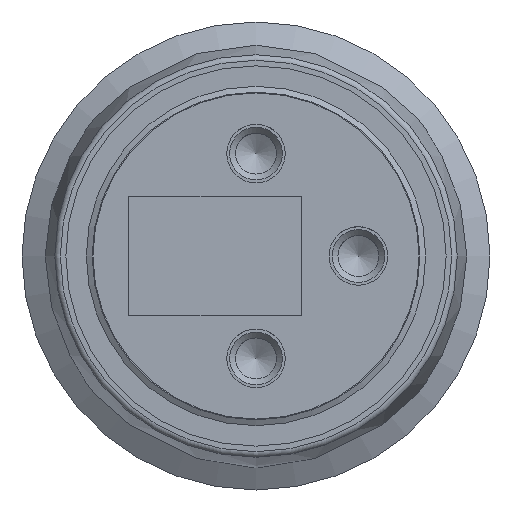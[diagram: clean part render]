
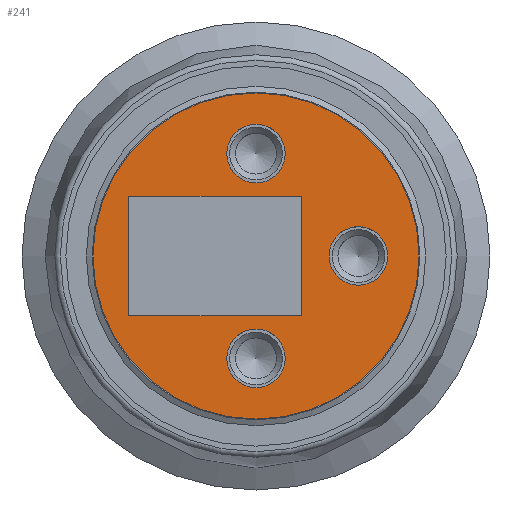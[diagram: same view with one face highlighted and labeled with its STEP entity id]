
A CAD part, front view. The second image highlights one B-rep face of the part: STEP entity #241.
In plain terms, the highlighted planar face has unit normal (0, -1, 0).
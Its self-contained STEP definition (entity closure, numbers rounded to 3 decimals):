
#46=LINE('',#2278,#58);
#49=LINE('',#2284,#61);
#51=LINE('',#2288,#63);
#53=LINE('',#2292,#65);
#58=VECTOR('',#1576,1.);
#61=VECTOR('',#1581,1.);
#63=VECTOR('',#1585,1.);
#65=VECTOR('',#1589,1.);
#241=ADVANCED_FACE('',(#427,#428,#429,#430,#431),#260,.F.);
#260=PLANE('',#1250);
#427=FACE_BOUND('',#605,.T.);
#428=FACE_BOUND('',#606,.T.);
#429=FACE_BOUND('',#607,.T.);
#430=FACE_BOUND('',#608,.T.);
#431=FACE_BOUND('',#609,.T.);
#605=EDGE_LOOP('',(#798));
#606=EDGE_LOOP('',(#799));
#607=EDGE_LOOP('',(#800,#801,#802,#803));
#608=EDGE_LOOP('',(#804));
#609=EDGE_LOOP('',(#805));
#798=ORIENTED_EDGE('',*,*,#1001,.F.);
#799=ORIENTED_EDGE('',*,*,#1002,.T.);
#800=ORIENTED_EDGE('',*,*,#1000,.F.);
#801=ORIENTED_EDGE('',*,*,#998,.F.);
#802=ORIENTED_EDGE('',*,*,#996,.F.);
#803=ORIENTED_EDGE('',*,*,#993,.F.);
#804=ORIENTED_EDGE('',*,*,#992,.F.);
#805=ORIENTED_EDGE('',*,*,#991,.F.);
#897=VERTEX_POINT('',#2273);
#898=VERTEX_POINT('',#2276);
#899=VERTEX_POINT('',#2279);
#900=VERTEX_POINT('',#2280);
#901=VERTEX_POINT('',#2285);
#902=VERTEX_POINT('',#2289);
#903=VERTEX_POINT('',#2295);
#904=VERTEX_POINT('',#2298);
#991=EDGE_CURVE('',#897,#897,#1079,.T.);
#992=EDGE_CURVE('',#898,#898,#1080,.T.);
#993=EDGE_CURVE('',#899,#900,#46,.T.);
#996=EDGE_CURVE('',#900,#901,#49,.T.);
#998=EDGE_CURVE('',#901,#902,#51,.T.);
#1000=EDGE_CURVE('',#902,#899,#53,.T.);
#1001=EDGE_CURVE('',#903,#903,#1081,.T.);
#1002=EDGE_CURVE('',#904,#904,#1082,.T.);
#1079=CIRCLE('',#1239,0.5);
#1080=CIRCLE('',#1241,0.5);
#1081=CIRCLE('',#1247,0.5);
#1082=CIRCLE('',#1249,2.788);
#1239=AXIS2_PLACEMENT_3D('',#2272,#1568,#1569);
#1241=AXIS2_PLACEMENT_3D('',#2275,#1572,#1573);
#1247=AXIS2_PLACEMENT_3D('',#2294,#1592,#1593);
#1249=AXIS2_PLACEMENT_3D('',#2297,#1596,#1597);
#1250=AXIS2_PLACEMENT_3D('',#2299,#1598,#1599);
#1568=DIRECTION('',(0.,-1.,0.));
#1569=DIRECTION('',(0.,0.,1.));
#1572=DIRECTION('',(0.,-1.,0.));
#1573=DIRECTION('',(0.,0.,1.));
#1576=DIRECTION('',(1.,0.,0.));
#1581=DIRECTION('',(0.,0.,1.));
#1585=DIRECTION('',(-1.,0.,0.));
#1589=DIRECTION('',(0.,0.,-1.));
#1592=DIRECTION('',(0.,-1.,0.));
#1593=DIRECTION('',(0.,0.,1.));
#1596=DIRECTION('',(0.,-1.,0.));
#1597=DIRECTION('',(0.,0.,-1.));
#1598=DIRECTION('',(0.,1.,0.));
#1599=DIRECTION('',(0.,0.,1.));
#2272=CARTESIAN_POINT('',(50.,50.,-1.75));
#2273=CARTESIAN_POINT('',(50.,50.,-1.25));
#2275=CARTESIAN_POINT('',(50.,50.,1.75));
#2276=CARTESIAN_POINT('',(50.,50.,2.25));
#2278=CARTESIAN_POINT('',(47.825,50.,-1.025));
#2279=CARTESIAN_POINT('',(47.825,50.,-1.025));
#2280=CARTESIAN_POINT('',(50.775,50.,-1.025));
#2284=CARTESIAN_POINT('',(50.775,50.,-1.025));
#2285=CARTESIAN_POINT('',(50.775,50.,1.025));
#2288=CARTESIAN_POINT('',(50.775,50.,1.025));
#2289=CARTESIAN_POINT('',(47.825,50.,1.025));
#2292=CARTESIAN_POINT('',(47.825,50.,1.025));
#2294=CARTESIAN_POINT('',(51.75,50.,0.));
#2295=CARTESIAN_POINT('',(51.75,50.,0.5));
#2297=CARTESIAN_POINT('',(50.,50.,0.));
#2298=CARTESIAN_POINT('',(50.,50.,-2.788));
#2299=CARTESIAN_POINT('',(52.788,50.,0.));
